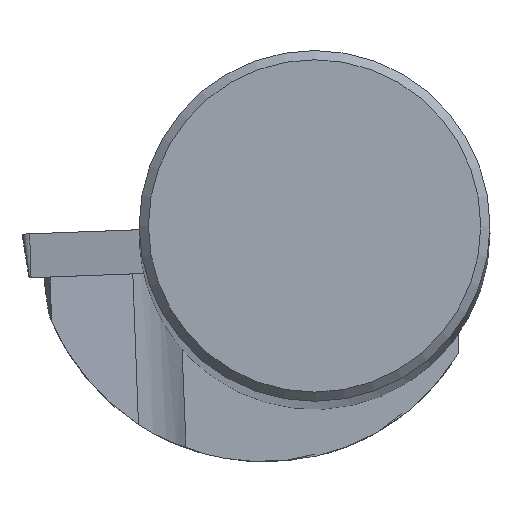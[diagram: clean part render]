
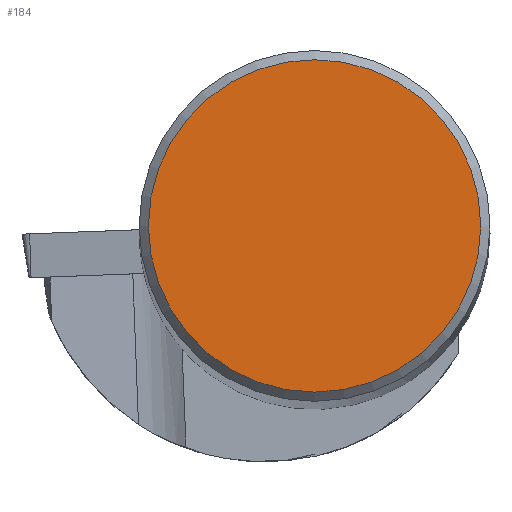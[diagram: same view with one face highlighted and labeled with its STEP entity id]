
A CAD part, top view. The second image highlights one B-rep face of the part: STEP entity #184.
In plain terms, the highlighted planar face has unit normal (0, 0, 1).
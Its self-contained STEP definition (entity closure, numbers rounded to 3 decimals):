
#146=FACE_OUTER_BOUND('',#361,.T.);
#184=ADVANCED_FACE('',(#146),#213,.T.);
#213=PLANE('',#911);
#361=EDGE_LOOP('',(#507));
#507=ORIENTED_EDGE('',*,*,#724,.T.);
#637=VERTEX_POINT('',#1571);
#724=EDGE_CURVE('',#637,#637,#765,.T.);
#765=CIRCLE('',#910,9.016);
#910=AXIS2_PLACEMENT_3D('',#1570,#1100,#1101);
#911=AXIS2_PLACEMENT_3D('',#1572,#1102,#1103);
#1100=DIRECTION('',(0.,0.,1.));
#1101=DIRECTION('',(1.,0.,0.));
#1102=DIRECTION('',(0.,0.,1.));
#1103=DIRECTION('',(1.,0.,0.));
#1570=CARTESIAN_POINT('',(0.,0.,0.));
#1571=CARTESIAN_POINT('',(9.016,0.,0.));
#1572=CARTESIAN_POINT('',(0.,0.,
0.));
